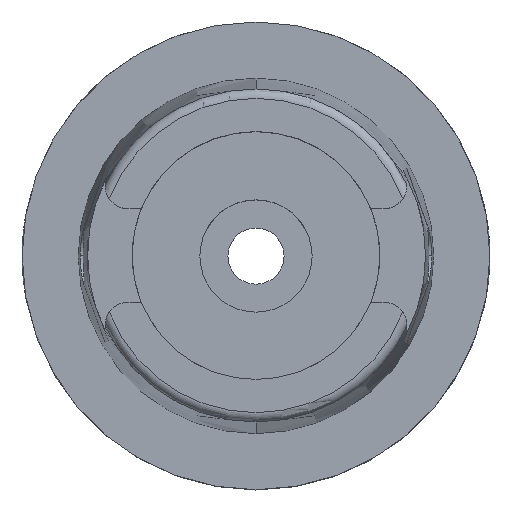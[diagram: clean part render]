
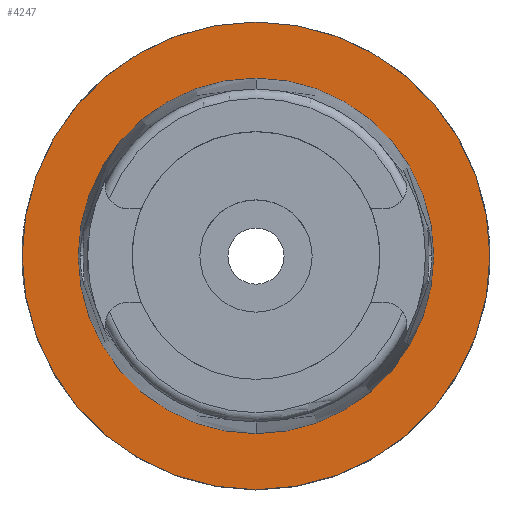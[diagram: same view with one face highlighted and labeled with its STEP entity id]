
A CAD part, top view. The second image highlights one B-rep face of the part: STEP entity #4247.
In plain terms, the highlighted planar face has unit normal (0, 0, 1).
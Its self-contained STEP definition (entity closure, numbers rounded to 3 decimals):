
#2150=CARTESIAN_POINT('',(0.,0.,0.));
#2151=DIRECTION('',(0.,0.,-1.));
#2152=DIRECTION('',(0.,-1.,0.));
#2153=AXIS2_PLACEMENT_3D('',#2150,#2151,#2152);
#2158=CARTESIAN_POINT('',(0.,0.,0.));
#2159=DIRECTION('',(0.,0.,-1.));
#2160=DIRECTION('',(0.,1.,0.));
#2161=AXIS2_PLACEMENT_3D('',#2158,#2159,#2160);
#2166=CARTESIAN_POINT('',(0.,0.,0.));
#2167=DIRECTION('',(0.,0.,1.));
#2168=DIRECTION('',(0.,-1.,0.));
#2169=AXIS2_PLACEMENT_3D('',#2166,#2167,#2168);
#2174=CARTESIAN_POINT('',(0.,0.,0.));
#2175=DIRECTION('',(0.,0.,1.));
#2176=DIRECTION('',(0.,1.,0.));
#2177=AXIS2_PLACEMENT_3D('',#2174,#2175,#2176);
#2337=CARTESIAN_POINT('',(0.,-38.,0.));
#2338=VERTEX_POINT('',#2337);
#2339=CARTESIAN_POINT('',(0.,38.,0.));
#2340=VERTEX_POINT('',#2339);
#2644=CARTESIAN_POINT('',(0.,50.,0.));
#2645=VERTEX_POINT('',#2644);
#2646=CARTESIAN_POINT('',(0.,-50.,0.));
#2647=VERTEX_POINT('',#2646);
#4234=CARTESIAN_POINT('',(0.,0.,0.));
#4235=DIRECTION('',(0.,0.,1.));
#4236=DIRECTION('',(0.,1.,0.));
#4237=AXIS2_PLACEMENT_3D('',#4234,#4235,#4236);
#4238=PLANE('',#4237);
#4239=ORIENTED_EDGE('',*,*,#3999,.T.);
#4240=ORIENTED_EDGE('',*,*,#4108,.T.);
#4241=EDGE_LOOP('',(#4239,#4240));
#4242=FACE_OUTER_BOUND('',#4241,.F.);
#4243=ORIENTED_EDGE('',*,*,#2827,.T.);
#4244=ORIENTED_EDGE('',*,*,#2678,.T.);
#4245=EDGE_LOOP('',(#4243,#4244));
#4246=FACE_BOUND('',#4245,.F.);
#2154=CIRCLE('',#2153,50.);
#2162=CIRCLE('',#2161,50.);
#2170=CIRCLE('',#2169,38.);
#2178=CIRCLE('',#2177,38.);
#2678=EDGE_CURVE('',#2340,#2338,#2178,.T.);
#2827=EDGE_CURVE('',#2338,#2340,#2170,.T.);
#3999=EDGE_CURVE('',#2647,#2645,#2154,.T.);
#4108=EDGE_CURVE('',#2645,#2647,#2162,.T.);
#4247=ADVANCED_FACE('',(#4242,#4246),#4238,.T.);
